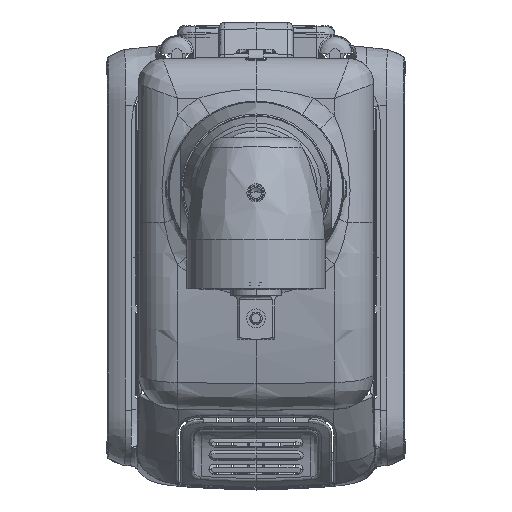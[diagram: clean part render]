
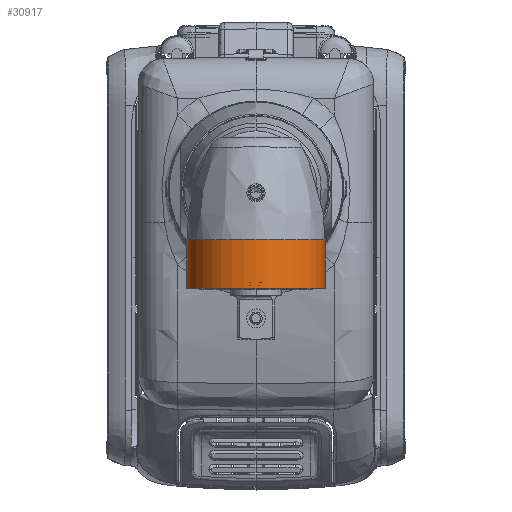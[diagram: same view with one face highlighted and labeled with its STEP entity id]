
A CAD part, top view. The second image highlights one B-rep face of the part: STEP entity #30917.
In plain terms, the highlighted cylindrical face has radius 17.462 mm (diameter 34.925 mm), a partial arc.
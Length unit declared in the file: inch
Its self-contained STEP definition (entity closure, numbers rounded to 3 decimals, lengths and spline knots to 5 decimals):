
#28966=CARTESIAN_POINT('',(0.,-1.0025,10.8225));
#28967=DIRECTION('',(0.,1.,0.));
#28968=DIRECTION('',(-1.,0.,0.));
#28969=AXIS2_PLACEMENT_3D('',#28966,#28967,#28968);
#28971=CARTESIAN_POINT('',(0.,-0.515,10.8225));
#28972=DIRECTION('',(0.,1.,0.));
#28973=DIRECTION('',(-1.,0.,0.));
#28974=AXIS2_PLACEMENT_3D('',#28971,#28972,#28973);
#28981=DIRECTION('',(0.,-1.,0.));
#28982=VECTOR('',#28981,0.4875);
#28983=CARTESIAN_POINT('',(0.6875,-0.515,10.8225));
#28984=LINE('',#28983,#28982);
#29017=DIRECTION('',(0.,-1.,0.));
#29018=VECTOR('',#29017,0.4875);
#29019=CARTESIAN_POINT('',(-0.6875,-0.515,10.8225));
#29020=LINE('',#29019,#29018);
#30429=CARTESIAN_POINT('',(-0.6875,-0.515,10.8225));
#30430=CARTESIAN_POINT('',(0.6875,-0.515,10.8225));
#30431=VERTEX_POINT('',#30429);
#30432=VERTEX_POINT('',#30430);
#30759=CARTESIAN_POINT('',(-0.6875,-1.0025,10.8225));
#30760=CARTESIAN_POINT('',(0.6875,-1.0025,10.8225));
#30761=VERTEX_POINT('',#30759);
#30762=VERTEX_POINT('',#30760);
#30903=CARTESIAN_POINT('',(0.,-1.12,10.8225));
#30904=DIRECTION('',(0.,1.,0.));
#30905=DIRECTION('',(1.,0.,0.));
#30906=AXIS2_PLACEMENT_3D('',#30903,#30904,#30905);
#30907=CYLINDRICAL_SURFACE('',#30906,0.6875);
#30909=ORIENTED_EDGE('',*,*,#30908,.F.);
#30911=ORIENTED_EDGE('',*,*,#30910,.F.);
#30912=ORIENTED_EDGE('',*,*,#30890,.T.);
#30914=ORIENTED_EDGE('',*,*,#30913,.T.);
#30915=EDGE_LOOP('',(#30909,#30911,#30912,#30914));
#30916=FACE_OUTER_BOUND('',#30915,.F.);
#30917=ADVANCED_FACE('',(#30916),#30907,.T.);
#28970=CIRCLE('',#28969,0.6875);
#28975=CIRCLE('',#28974,0.6875);
#30890=EDGE_CURVE('',#30431,#30432,#28975,.T.);
#30908=EDGE_CURVE('',#30761,#30762,#28970,.T.);
#30910=EDGE_CURVE('',#30431,#30761,#29020,.T.);
#30913=EDGE_CURVE('',#30432,#30762,#28984,.T.);
